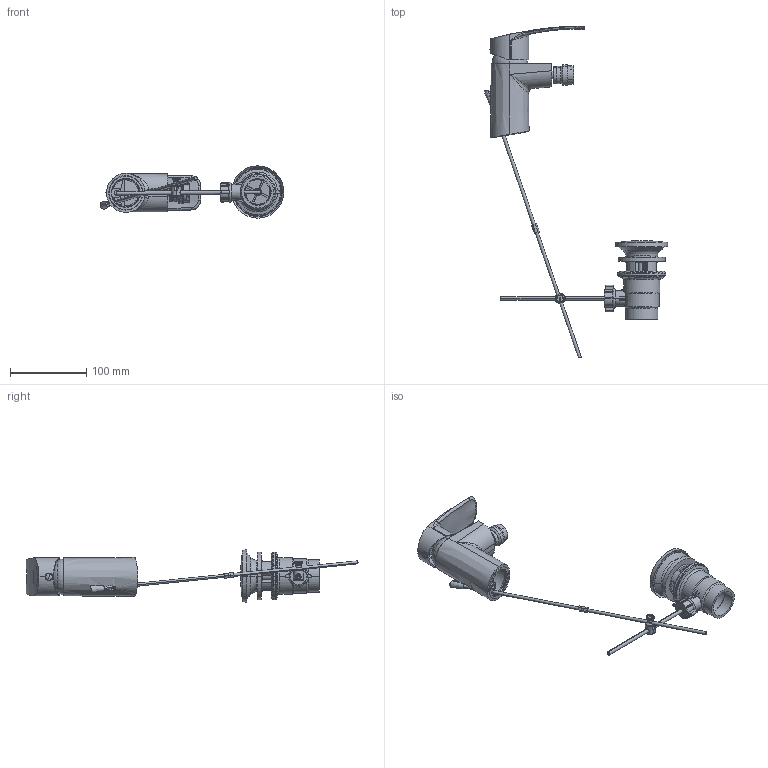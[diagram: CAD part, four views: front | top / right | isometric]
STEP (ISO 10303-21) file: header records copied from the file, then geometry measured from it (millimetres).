
FILE_DESCRIPTION (( 'STEP AP203' ), '1' );
FILE_NAME ('STEP_57B303917__PART02.STEP', '2025-07-18T06:29:18', ( '' ), ( '' ), 'SwSTEP 2.0', 'SolidWorks 2021', '' );
FILE_SCHEMA (( 'CONFIG_CONTROL_DESIGN' ));
Products named in the file (1): STEP_57B303917__PART02
Bounding box: 240.44 x 434.22 x 68.46 mm (x, y, z)
Volume: 210173.1 mm3; surface area: 159994.2 mm2
Topology: 29 solids, 29 shells, 1125 faces, 2996 edges, 1938 vertices
Faces by surface type: plane 645, cylinder 275, cone 80, torus 60, bspline 53, sphere 12
Entity records: 46175 total; most frequent: CARTESIAN_POINT 18115, ORIENTED_EDGE 5978, DIRECTION 5530, EDGE_CURVE 2989, VERTEX_POINT 1935, VECTOR 1854, LINE 1854, AXIS2_PLACEMENT_3D 1838
